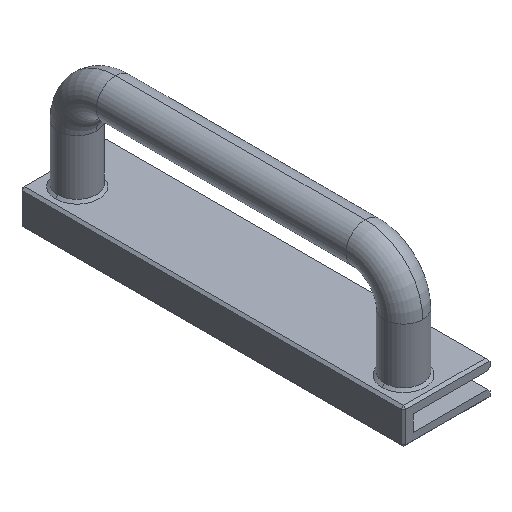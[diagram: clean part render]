
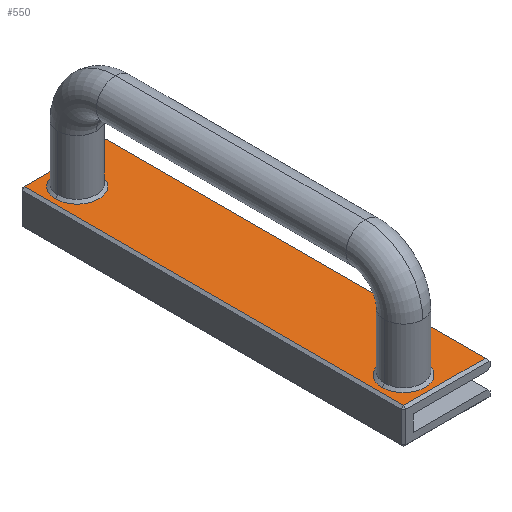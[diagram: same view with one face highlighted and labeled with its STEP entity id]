
A CAD part, isometric view. The second image highlights one B-rep face of the part: STEP entity #550.
In plain terms, the highlighted planar face has unit normal (0, 0, 1).
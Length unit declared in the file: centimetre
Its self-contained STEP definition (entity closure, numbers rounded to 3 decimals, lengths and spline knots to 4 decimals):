
#40 = DIRECTION ( 'NONE',  ( 1., 0., 0. ) ) ;
#68 = LINE ( 'NONE', #574, #512 ) ;
#74 = PLANE ( 'NONE',  #825 ) ;
#80 = DIRECTION ( 'NONE',  ( 0., -1., 0. ) ) ;
#91 = VERTEX_POINT ( 'NONE', #560 ) ;
#92 = CARTESIAN_POINT ( 'NONE',  ( -1.51, 12.62, 0.5867 ) ) ;
#114 = DIRECTION ( 'NONE',  ( 1., 0., 0. ) ) ;
#141 = CARTESIAN_POINT ( 'NONE',  ( -1.51, 0.08, 0.5867 ) ) ;
#152 = VERTEX_POINT ( 'NONE', #311 ) ;
#209 = DIRECTION ( 'NONE',  ( 0., 0., 1. ) ) ;
#213 = CARTESIAN_POINT ( 'NONE',  ( -0.6375, 0.9525, 0.5867 ) ) ;
#214 = ORIENTED_EDGE ( 'NONE', *, *, #470, .F. ) ;
#219 = DIRECTION ( 'NONE',  ( 1., 0., 0. ) ) ;
#234 = DIRECTION ( 'NONE',  ( 0., 1., 0. ) ) ;
#251 = AXIS2_PLACEMENT_3D ( 'NONE', #534, #696, #258 ) ;
#258 = DIRECTION ( 'NONE',  ( 1., 0., 0. ) ) ;
#264 = ORIENTED_EDGE ( 'NONE', *, *, #850, .F. ) ;
#265 = CARTESIAN_POINT ( 'NONE',  ( 0.0775, 11.7475, 0.5867 ) ) ;
#274 = CIRCLE ( 'NONE', #251, 0.715 ) ;
#308 = CIRCLE ( 'NONE', #736, 0.715 ) ;
#311 = CARTESIAN_POINT ( 'NONE',  ( 0.0775, 0.9525, 0.5867 ) ) ;
#313 = FACE_BOUND ( 'NONE', #358, .T. ) ;
#318 = CARTESIAN_POINT ( 'NONE',  ( 1.27, 12.7, 0.5867 ) ) ;
#345 = VERTEX_POINT ( 'NONE', #864 ) ;
#358 = EDGE_LOOP ( 'NONE', ( #214, #803 ) ) ;
#413 = EDGE_CURVE ( 'NONE', #663, #152, #587, .T. ) ;
#423 = LINE ( 'NONE', #595, #766 ) ;
#428 = CARTESIAN_POINT ( 'NONE',  ( 1.19, 12.7, 0.5867 ) ) ;
#439 = EDGE_LOOP ( 'NONE', ( #264, #585, #525, #1114 ) ) ;
#450 = AXIS2_PLACEMENT_3D ( 'NONE', #213, #993, #114 ) ;
#470 = EDGE_CURVE ( 'NONE', #152, #663, #308, .T. ) ;
#510 = AXIS2_PLACEMENT_3D ( 'NONE', #1118, #778, #673 ) ;
#512 = VECTOR ( 'NONE', #234, 100. ) ;
#516 = VERTEX_POINT ( 'NONE', #721 ) ;
#525 = ORIENTED_EDGE ( 'NONE', *, *, #555, .F. ) ;
#534 = CARTESIAN_POINT ( 'NONE',  ( -0.6375, 11.7475, 0.5867 ) ) ;
#550 = ADVANCED_FACE ( 'NONE', ( #1003, #313, #1001 ), #74, .F. ) ;
#555 = EDGE_CURVE ( 'NONE', #582, #899, #68, .T. ) ;
#560 = CARTESIAN_POINT ( 'NONE',  ( 1.19, 12.62, 0.5867 ) ) ;
#574 = CARTESIAN_POINT ( 'NONE',  ( -1.51, 12.7, 0.5867 ) ) ;
#582 = VERTEX_POINT ( 'NONE', #141 ) ;
#585 = ORIENTED_EDGE ( 'NONE', *, *, #724, .F. ) ;
#587 = CIRCLE ( 'NONE', #450, 0.715 ) ;
#595 = CARTESIAN_POINT ( 'NONE',  ( 1.27, 12.62, 0.5867 ) ) ;
#608 = CARTESIAN_POINT ( 'NONE',  ( 1.27, 0.08, 0.5867 ) ) ;
#612 = EDGE_LOOP ( 'NONE', ( #1099, #665 ) ) ;
#619 = CIRCLE ( 'NONE', #510, 0.715 ) ;
#653 = VECTOR ( 'NONE', #779, 100. ) ;
#654 = CARTESIAN_POINT ( 'NONE',  ( -1.3525, 0.9525, 0.5867 ) ) ;
#663 = VERTEX_POINT ( 'NONE', #654 ) ;
#665 = ORIENTED_EDGE ( 'NONE', *, *, #859, .F. ) ;
#673 = DIRECTION ( 'NONE',  ( 1., 0., 0. ) ) ;
#678 = EDGE_CURVE ( 'NONE', #345, #582, #1033, .T. ) ;
#680 = LINE ( 'NONE', #428, #838 ) ;
#696 = DIRECTION ( 'NONE',  ( 0., 0., 1. ) ) ;
#708 = EDGE_CURVE ( 'NONE', #866, #516, #274, .T. ) ;
#721 = CARTESIAN_POINT ( 'NONE',  ( -1.3525, 11.7475, 0.5867 ) ) ;
#724 = EDGE_CURVE ( 'NONE', #899, #91, #423, .T. ) ;
#736 = AXIS2_PLACEMENT_3D ( 'NONE', #809, #209, #40 ) ;
#766 = VECTOR ( 'NONE', #868, 100. ) ;
#778 = DIRECTION ( 'NONE',  ( 0., 0., 1. ) ) ;
#779 = DIRECTION ( 'NONE',  ( -1., 0., 0. ) ) ;
#803 = ORIENTED_EDGE ( 'NONE', *, *, #413, .F. ) ;
#809 = CARTESIAN_POINT ( 'NONE',  ( -0.6375, 0.9525, 0.5867 ) ) ;
#825 = AXIS2_PLACEMENT_3D ( 'NONE', #318, #1104, #219 ) ;
#838 = VECTOR ( 'NONE', #80, 100. ) ;
#850 = EDGE_CURVE ( 'NONE', #91, #345, #680, .T. ) ;
#859 = EDGE_CURVE ( 'NONE', #516, #866, #619, .T. ) ;
#864 = CARTESIAN_POINT ( 'NONE',  ( 1.19, 0.08, 0.5867 ) ) ;
#866 = VERTEX_POINT ( 'NONE', #265 ) ;
#868 = DIRECTION ( 'NONE',  ( 1., 0., 0. ) ) ;
#899 = VERTEX_POINT ( 'NONE', #92 ) ;
#993 = DIRECTION ( 'NONE',  ( 0., 0., 1. ) ) ;
#1001 = FACE_BOUND ( 'NONE', #612, .T. ) ;
#1003 = FACE_OUTER_BOUND ( 'NONE', #439, .T. ) ;
#1033 = LINE ( 'NONE', #608, #653 ) ;
#1099 = ORIENTED_EDGE ( 'NONE', *, *, #708, .F. ) ;
#1104 = DIRECTION ( 'NONE',  ( 0., 0., -1. ) ) ;
#1114 = ORIENTED_EDGE ( 'NONE', *, *, #678, .F. ) ;
#1118 = CARTESIAN_POINT ( 'NONE',  ( -0.6375, 11.7475, 0.5867 ) ) ;
